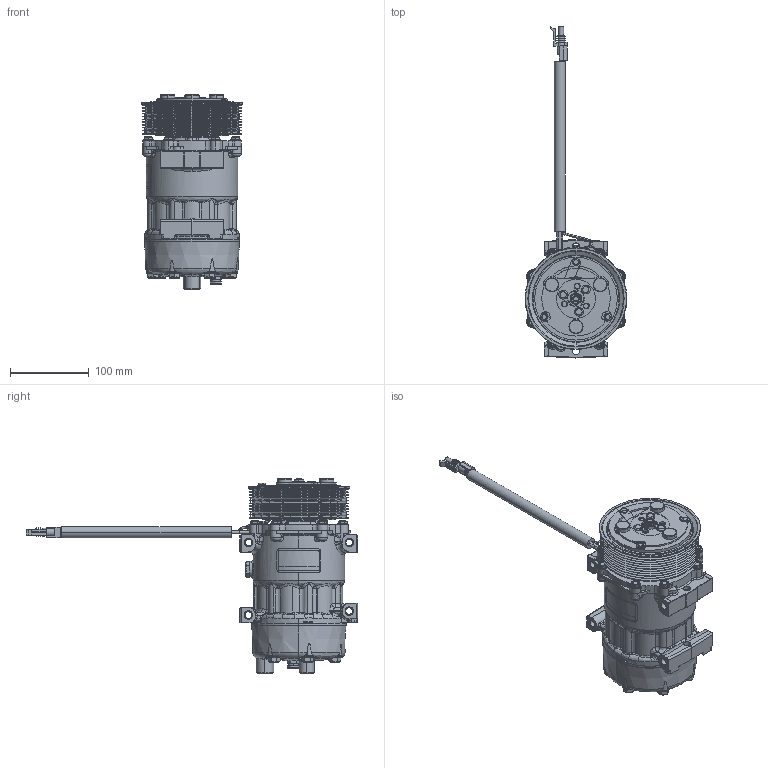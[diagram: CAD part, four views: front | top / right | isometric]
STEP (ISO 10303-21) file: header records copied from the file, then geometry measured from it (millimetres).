
FILE_DESCRIPTION (( 'STEP AP203' ), '1' );
FILE_NAME ('SANDEN_4403_REV_A_COMPR_AC.STEP', '2009-03-18T21:44:44', ( '' ), ( '' ), 'SwSTEP 2.0', 'SolidWorks 2007', '' );
FILE_SCHEMA (( 'CONFIG_CONTROL_DESIGN' ));
Length unit declared in the file: millimetre
Products named in the file (1): SANDEN_4403_REV_A_COMPR_AC
Bounding box: 129 x 421.31 x 247.59 mm (x, y, z)
Volume: 2453699.7 mm3; surface area: 273130.8 mm2
Topology: 1 solids, 2 shells, 2236 faces, 5689 edges, 3476 vertices
Faces by surface type: bspline 667, cylinder 616, plane 583, cone 249, torus 109, sphere 12
Entity records: 138294 total; most frequent: CARTESIAN_POINT 89787, ORIENTED_EDGE 11312, DIRECTION 8724, EDGE_CURVE 5656, AXIS2_PLACEMENT_3D 3534, VERTEX_POINT 3476, EDGE_LOOP 2372, ADVANCED_FACE 2236
